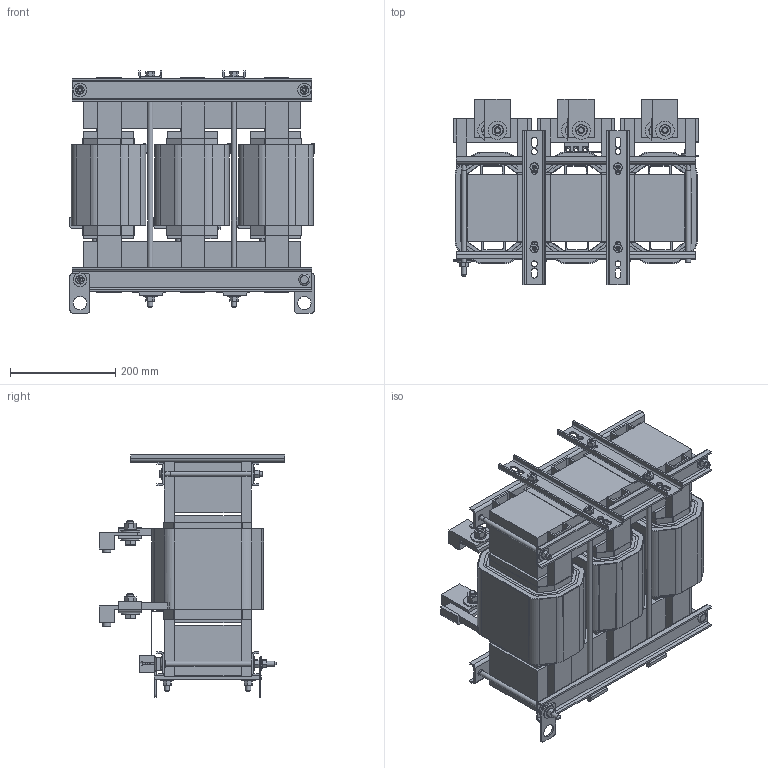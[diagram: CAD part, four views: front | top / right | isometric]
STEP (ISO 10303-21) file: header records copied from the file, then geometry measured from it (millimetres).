
FILE_DESCRIPTION(/* description */ (''),/* implementation_level */ '2;1');
FILE_NAME(/* name */ 'KTRMG420AX3.stp',/* time_stamp */ '2025-06-04T08:32:42-05:00',/* author */ ('jnelson'),/* organization */ (''),/* preprocessor_version */ 'ST-DEVELOPER v20',/* originating_system */ 'Autodesk Inventor 2024',/* authorisation */ '');
FILE_SCHEMA (('AUTOMOTIVE_DESIGN { 1 0 10303 214 3 1 1 }'));
Length unit declared in the file: inch
Products named in the file (40): KTRMG420AX3; KTRMG420A; 24161 AND 15468; 24161; 15468; 22875; 31006; 31006_1; 31003 - Bracket; 22543; 23221; 23222; 22876; 17107; 28964; 30097- LARGE  BLANK  (REACTOR); 11626 AND 1509; 1509-better; 23409; 28453; 28453_1; 11923insert-hex head; 11923-1; 11923-HEX SCREW; 31615; 11626; 31621-1; KDRX-TS1-TS2-Wired Thermal switch for 31003 right side KTRMG420A     ; 29477-SHORT LEADS; KDRS-TSX2; KDRS-TS-right side; KDRx-STRAIGT; KDRS-STRAIGT; 2401 AND 1512; 2401; 13572; 1610 AND 1511 AND 1512; 1610; 1512; 1511
Assembly tree (93 placements, depth 5):
  KTRMG420AX3
    KTRMG420A
      24161 AND 15468  x3
        24161
        15468
      22875  x2
      22543  x3
      31006
        31006_1
        31003 - Bracket
      23221  x2
      23222  x2
      22876  x2
      17107  x4
      28964  x4
      30097- LARGE  BLANK  (REACTOR)
      11626 AND 1509  x10
        1509-better
        11626
      23409  x2
      28453
        28453_1
        11923insert-hex head  x3
          11923-1
          11923-HEX SCREW
      31615
      11626  x4
      31621-1  x2
      KDRX-TS1-TS2-Wired Thermal switch for 31003 right side KTRMG420A     
        29477-SHORT LEADS
        KDRS-TSX2  x2
        KDRS-STRAIGT  x4
        KDRS-TS-right side  x2
        KDRx-STRAIGT
    13572  x6
    2401 AND 1512  x6
      2401
      1512
    1610 AND 1511 AND 1512  x6
      1610
      1512
      1511
Bounding box: 464.41 x 351.88 x 459.62 mm (x, y, z)
Volume: 25150439.8 mm3; surface area: 4145642.8 mm2
Topology: 139 solids, 139 shells, 4118 faces, 10779 edges, 6984 vertices
Faces by surface type: plane 2081, cylinder 1679, bspline 240, cone 82, torus 32, sphere 4
Full cylindrical faces by diameter (mm): 0.762 x2, 1.524 x2, 1.778 x13, 3.175 x3, 3.472 x3, 4.166 x2, 4.496 x3, 4.724 x2, 5.172 x30, 5.436 x2, 6.35 x36, 6.604 x6, 7.01 x6, 7.717 x2, 7.798 x14, 8.382 x2, 8.717 x2, 9.322 x2, 9.525 x6, 9.906 x2, 11.176 x4, 11.278 x10, 12.7 x12, 13.462 x6, 14.287 x6, 14.351 x12, 15.748 x12, 15.875 x12, 19.05 x12, 20.904 x2
Entity records: 49766 total; most frequent: CARTESIAN_POINT 13317, ORIENTED_EDGE 7536, DIRECTION 6648, EDGE_CURVE 3768, LINE 2506, VECTOR 2506, VERTEX_POINT 2470, AXIS2_PLACEMENT_3D 2071
